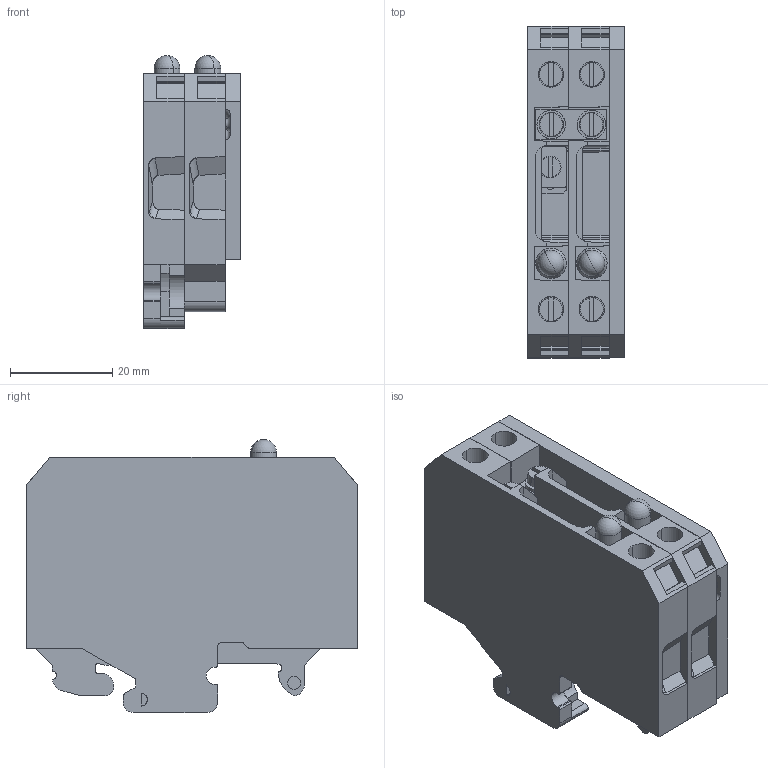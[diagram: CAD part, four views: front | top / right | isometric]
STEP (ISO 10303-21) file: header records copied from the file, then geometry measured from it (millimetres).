
FILE_DESCRIPTION(('CATIA V5 STEP Exchange','CAx-IF Rec.Pracs.--- Model Styling and Organization---1.4--- 2014-01-23'),'2;1');
FILE_NAME ('D1449603_0', '2020-09-07T10:51:41+00:00', ('none'), ('Weidmueller'), 'CATIA Version 5-6 Release 2016 SP3 HF44', 'CATIA V5 STEP AP214', 'none');
FILE_SCHEMA(('AUTOMOTIVE_DESIGN { 1 0 10303 214 1 1 1 1 }'));
Length unit declared in the file: millimetre
Products named in the file (1): 1166820000
Bounding box: 19 x 65 x 53.5 mm (x, y, z)
Volume: 43635.7 mm3; surface area: 24574.8 mm2
Topology: 13 solids, 13 shells, 644 faces, 1671 edges, 1080 vertices
Faces by surface type: plane 368, cylinder 185, cone 55, torus 28, sphere 8
Entity records: 19220 total; most frequent: CARTESIAN_POINT 4348, ORIENTED_EDGE 3326, DIRECTION 2511, EDGE_CURVE 1663, VERTEX_POINT 1080, AXIS2_PLACEMENT_3D 1018, VECTOR 969, LINE 969
